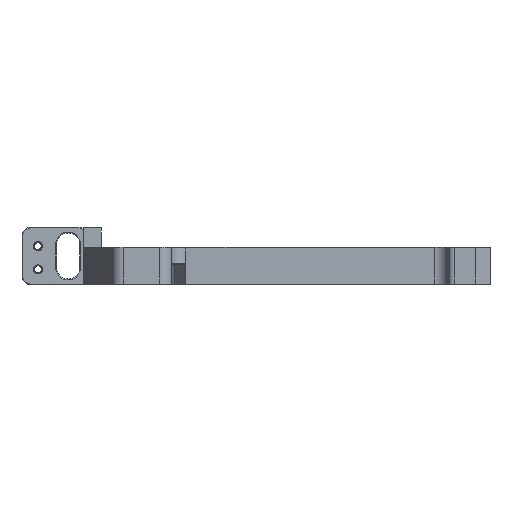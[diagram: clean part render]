
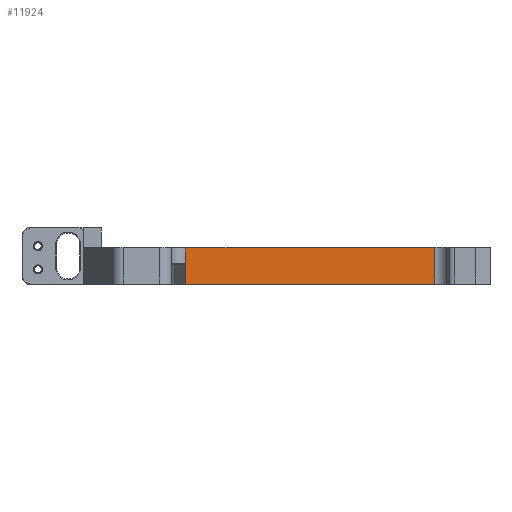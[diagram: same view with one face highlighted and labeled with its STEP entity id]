
A CAD part, left-side view. The second image highlights one B-rep face of the part: STEP entity #11924.
In plain terms, the highlighted planar face has unit normal (-1, 0, 0).
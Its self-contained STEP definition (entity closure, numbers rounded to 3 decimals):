
#657=PLANE('',#12689);
#1281=FACE_OUTER_BOUND('',#1988,.T.);
#1988=EDGE_LOOP('',(#10447,#10448,#10449,#10450,#10451));
#3501=LINE('',#27399,#4441);
#3543=LINE('',#27498,#4483);
#3557=LINE('',#27530,#4497);
#3580=LINE('',#27579,#4520);
#3581=LINE('',#27581,#4521);
#4441=VECTOR('',#14787,10.);
#4483=VECTOR('',#14895,10.);
#4497=VECTOR('',#14939,10.);
#4520=VECTOR('',#15010,10.);
#4521=VECTOR('',#15013,10.);
#5328=VERTEX_POINT('',#24480);
#5657=VERTEX_POINT('',#27353);
#5668=VERTEX_POINT('',#27395);
#5691=VERTEX_POINT('',#27492);
#5692=VERTEX_POINT('',#27496);
#7323=EDGE_CURVE('',#5668,#5657,#3501,.T.);
#7373=EDGE_CURVE('',#5691,#5692,#3543,.T.);
#7389=EDGE_CURVE('',#5657,#5328,#3557,.T.);
#7414=EDGE_CURVE('',#5668,#5692,#3580,.T.);
#7415=EDGE_CURVE('',#5328,#5691,#3581,.T.);
#10447=ORIENTED_EDGE('',*,*,#7323,.F.);
#10448=ORIENTED_EDGE('',*,*,#7414,.T.);
#10449=ORIENTED_EDGE('',*,*,#7373,.F.);
#10450=ORIENTED_EDGE('',*,*,#7415,.F.);
#10451=ORIENTED_EDGE('',*,*,#7389,.F.);
#11924=ADVANCED_FACE('',(#1281),#657,.T.);
#12689=AXIS2_PLACEMENT_3D('',#27580,#15011,#15012);
#14787=DIRECTION('',(0.,1.,0.));
#14895=DIRECTION('',(0.,-1.,0.));
#14939=DIRECTION('',(0.,0.,1.));
#15010=DIRECTION('',(0.,0.,1.));
#15011=DIRECTION('center_axis',(-1.,0.,0.));
#15012=DIRECTION('ref_axis',(0.,-1.,0.));
#15013=DIRECTION('',(0.,0.,1.));
#24480=CARTESIAN_POINT('',(-12.,84.5,7.4));
#27353=CARTESIAN_POINT('',(-12.,84.5,0.3));
#27395=CARTESIAN_POINT('',(-12.,-1.015,0.3));
#27399=CARTESIAN_POINT('',(-12.,67.125,0.3));
#27492=CARTESIAN_POINT('',(-12.,84.5,12.7));
#27496=CARTESIAN_POINT('',(-12.,-1.015,12.7));
#27498=CARTESIAN_POINT('',(-12.,67.125,12.7));
#27530=CARTESIAN_POINT('',(-12.,84.5,0.));
#27579=CARTESIAN_POINT('',(-12.,-1.015,0.));
#27580=CARTESIAN_POINT('Origin',(-12.,84.5,0.));
#27581=CARTESIAN_POINT('',(-12.,84.5,0.));
